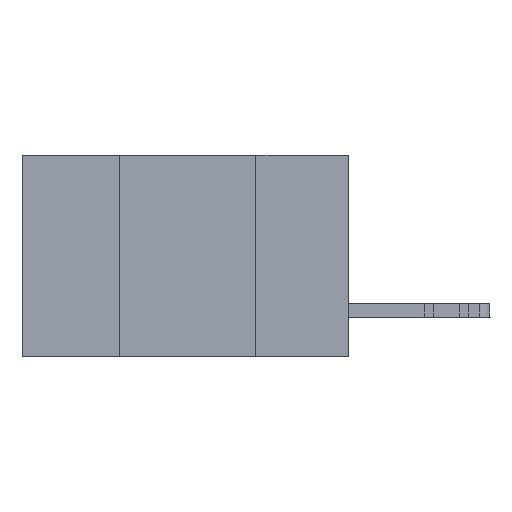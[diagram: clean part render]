
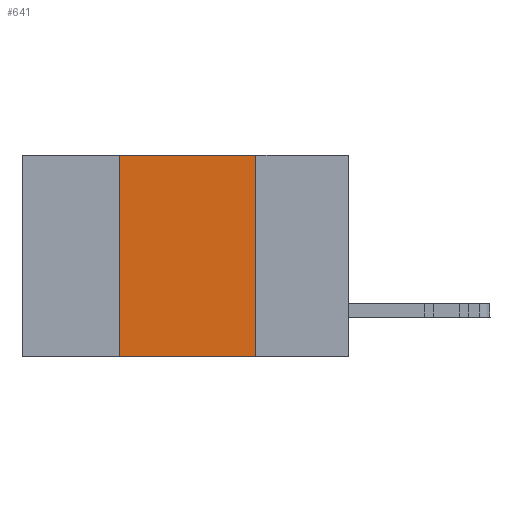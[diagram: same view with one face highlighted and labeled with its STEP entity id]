
A CAD part, left-side view. The second image highlights one B-rep face of the part: STEP entity #641.
In plain terms, the highlighted planar face has unit normal (-1, 0, 0).
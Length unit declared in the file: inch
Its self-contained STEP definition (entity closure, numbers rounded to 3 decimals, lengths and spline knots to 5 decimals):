
#462 = VECTOR ( 'NONE', #7595, 39.37008 ) ;
#641 = ADVANCED_FACE ( 'NONE', ( #17914 ), #8704, .F. ) ;
#1185 = LINE ( 'NONE', #2836, #462 ) ;
#1982 = DIRECTION ( 'NONE',  ( 0., 0., -1. ) ) ;
#2271 = LINE ( 'NONE', #25514, #16512 ) ;
#2836 = CARTESIAN_POINT ( 'NONE',  ( 0., 0.42, 0. ) ) ;
#3123 = DIRECTION ( 'NONE',  ( 0., -1., 0. ) ) ;
#4588 = CARTESIAN_POINT ( 'NONE',  ( 0., 0.42, 0. ) ) ;
#6279 = VECTOR ( 'NONE', #6358, 39.37008 ) ;
#6358 = DIRECTION ( 'NONE',  ( 0., -1., 0. ) ) ;
#7326 = CARTESIAN_POINT ( 'NONE',  ( 0., 0.17, 0. ) ) ;
#7595 = DIRECTION ( 'NONE',  ( 0., 0., 1. ) ) ;
#7948 = ORIENTED_EDGE ( 'NONE', *, *, #12714, .F. ) ;
#8500 = DIRECTION ( 'NONE',  ( 0., 0., -1. ) ) ;
#8564 = AXIS2_PLACEMENT_3D ( 'NONE', #29174, #24556, #1982 ) ;
#8704 = PLANE ( 'NONE',  #8564 ) ;
#10012 = EDGE_CURVE ( 'NONE', #14259, #10292, #16968, .T. ) ;
#10292 = VERTEX_POINT ( 'NONE', #7326 ) ;
#11783 = EDGE_CURVE ( 'NONE', #10292, #29194, #18344, .T. ) ;
#12057 = EDGE_CURVE ( 'NONE', #27109, #29194, #2271, .T. ) ;
#12714 = EDGE_CURVE ( 'NONE', #27109, #14259, #1185, .T. ) ;
#14259 = VERTEX_POINT ( 'NONE', #4588 ) ;
#15445 = VECTOR ( 'NONE', #8500, 39.37008 ) ;
#16512 = VECTOR ( 'NONE', #3123, 39.37008 ) ;
#16968 = LINE ( 'NONE', #20030, #6279 ) ;
#17883 = ORIENTED_EDGE ( 'NONE', *, *, #10012, .F. ) ;
#17914 = FACE_OUTER_BOUND ( 'NONE', #26011, .T. ) ;
#18344 = LINE ( 'NONE', #28777, #15445 ) ;
#19559 = ORIENTED_EDGE ( 'NONE', *, *, #11783, .F. ) ;
#20030 = CARTESIAN_POINT ( 'NONE',  ( 0., 0.6, 0. ) ) ;
#20235 = ORIENTED_EDGE ( 'NONE', *, *, #12057, .T. ) ;
#21067 = CARTESIAN_POINT ( 'NONE',  ( 0., 0.42, -0.37 ) ) ;
#24556 = DIRECTION ( 'NONE',  ( 1., 0., 0. ) ) ;
#24557 = CARTESIAN_POINT ( 'NONE',  ( 0., 0.17, -0.37 ) ) ;
#25514 = CARTESIAN_POINT ( 'NONE',  ( 0., 0.6, -0.37 ) ) ;
#26011 = EDGE_LOOP ( 'NONE', ( #19559, #17883, #7948, #20235 ) ) ;
#27109 = VERTEX_POINT ( 'NONE', #21067 ) ;
#28777 = CARTESIAN_POINT ( 'NONE',  ( 0., 0.17, 0. ) ) ;
#29174 = CARTESIAN_POINT ( 'NONE',  ( 0., 0.6, 0. ) ) ;
#29194 = VERTEX_POINT ( 'NONE', #24557 ) ;
